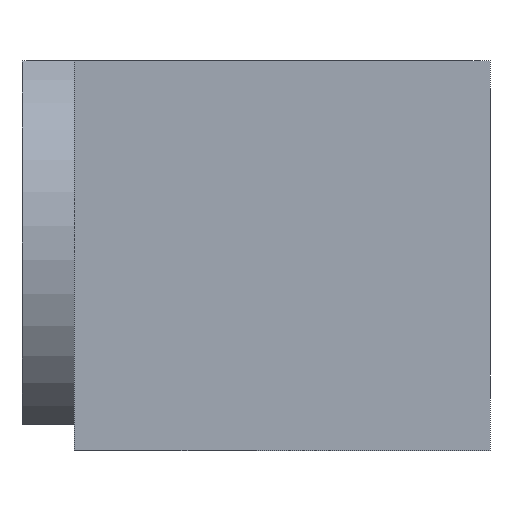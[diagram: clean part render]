
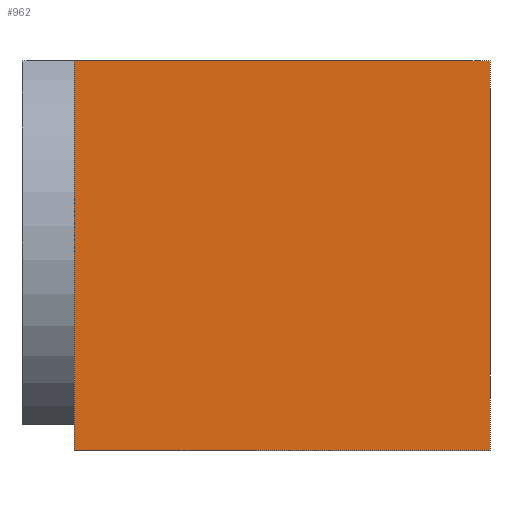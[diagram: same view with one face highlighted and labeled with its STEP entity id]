
A CAD part, front view. The second image highlights one B-rep face of the part: STEP entity #962.
In plain terms, the highlighted planar face has unit normal (0, -1, 0).
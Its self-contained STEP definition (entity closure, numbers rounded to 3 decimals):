
#54=PLANE('',#1046);
#97=FACE_OUTER_BOUND('',#154,.T.);
#154=EDGE_LOOP('',(#747,#748,#749,#750));
#250=LINE('',#1529,#343);
#251=LINE('',#1531,#344);
#252=LINE('',#1533,#345);
#253=LINE('',#1534,#346);
#343=VECTOR('',#1223,10.);
#344=VECTOR('',#1224,10.);
#345=VECTOR('',#1225,10.);
#346=VECTOR('',#1226,10.);
#475=VERTEX_POINT('',#1527);
#476=VERTEX_POINT('',#1528);
#477=VERTEX_POINT('',#1530);
#478=VERTEX_POINT('',#1532);
#580=EDGE_CURVE('',#475,#476,#250,.T.);
#581=EDGE_CURVE('',#477,#476,#251,.T.);
#582=EDGE_CURVE('',#478,#477,#252,.T.);
#583=EDGE_CURVE('',#478,#475,#253,.T.);
#747=ORIENTED_EDGE('',*,*,#580,.T.);
#748=ORIENTED_EDGE('',*,*,#581,.F.);
#749=ORIENTED_EDGE('',*,*,#582,.F.);
#750=ORIENTED_EDGE('',*,*,#583,.T.);
#962=ADVANCED_FACE('',(#97),#54,.T.);
#1046=AXIS2_PLACEMENT_3D('',#1526,#1221,#1222);
#1221=DIRECTION('center_axis',(0.,-1.,0.));
#1222=DIRECTION('ref_axis',(0.,0.,1.));
#1223=DIRECTION('',(0.,0.,-1.));
#1224=DIRECTION('',(-1.,0.,0.));
#1225=DIRECTION('',(0.,0.,-1.));
#1226=DIRECTION('',(-1.,0.,0.));
#1526=CARTESIAN_POINT('Origin',(36.818,-38.238,-5.5));
#1527=CARTESIAN_POINT('',(-3.182,-38.238,32.));
#1528=CARTESIAN_POINT('',(-3.182,-38.238,-5.5));
#1529=CARTESIAN_POINT('',(-3.182,-38.238,3.875));
#1530=CARTESIAN_POINT('',(36.818,-38.238,-5.5));
#1531=CARTESIAN_POINT('',(36.818,-38.238,-5.5));
#1532=CARTESIAN_POINT('',(36.818,-38.238,32.));
#1533=CARTESIAN_POINT('',(36.818,-38.238,32.));
#1534=CARTESIAN_POINT('',(36.818,-38.238,32.));
